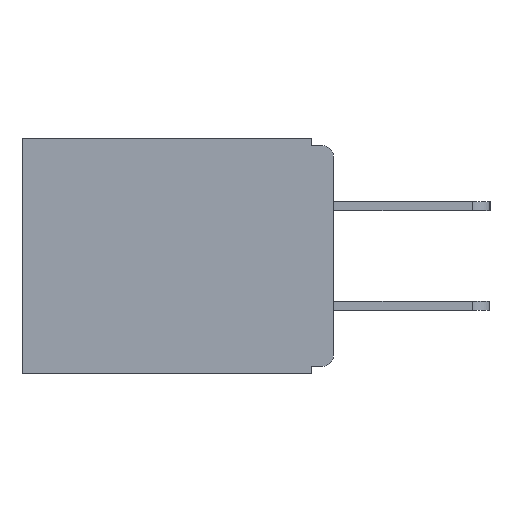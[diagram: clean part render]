
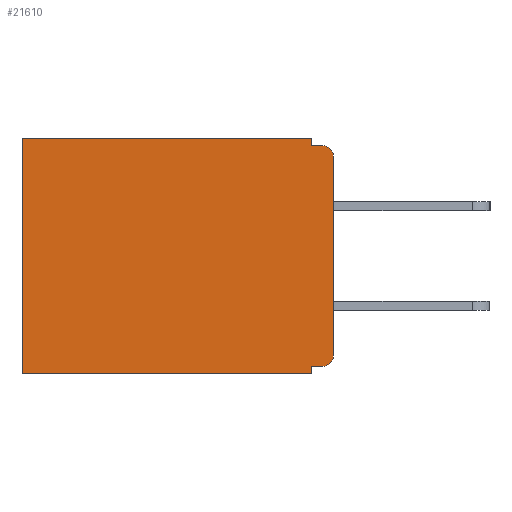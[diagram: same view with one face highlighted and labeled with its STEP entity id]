
A CAD part, left-side view. The second image highlights one B-rep face of the part: STEP entity #21610.
In plain terms, the highlighted planar face has unit normal (-1, 0, 0).
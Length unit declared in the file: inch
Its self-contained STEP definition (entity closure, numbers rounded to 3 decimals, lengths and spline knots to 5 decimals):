
#105 = DIRECTION ( 'NONE',  ( 0., 0., -1. ) ) ;
#322 = VERTEX_POINT ( 'NONE', #11075 ) ;
#470 = VECTOR ( 'NONE', #25499, 39.37008 ) ;
#865 = AXIS2_PLACEMENT_3D ( 'NONE', #18109, #22459, #9582 ) ;
#964 = LINE ( 'NONE', #16539, #11891 ) ;
#1136 = CARTESIAN_POINT ( 'NONE',  ( 0.3, 0.031, -0.33 ) ) ;
#1180 = DIRECTION ( 'NONE',  ( 0., 1., 0. ) ) ;
#1283 = DIRECTION ( 'NONE',  ( 0., 0., -1. ) ) ;
#1317 = VERTEX_POINT ( 'NONE', #13486 ) ;
#1490 = ORIENTED_EDGE ( 'NONE', *, *, #26266, .F. ) ;
#2344 = CARTESIAN_POINT ( 'NONE',  ( 0.3, 0., -0.33 ) ) ;
#3238 = AXIS2_PLACEMENT_3D ( 'NONE', #27096, #14286, #1283 ) ;
#3585 = ORIENTED_EDGE ( 'NONE', *, *, #19008, .T. ) ;
#3711 = VERTEX_POINT ( 'NONE', #19494 ) ;
#3967 = EDGE_CURVE ( 'NONE', #322, #15374, #25488, .T. ) ;
#4371 = AXIS2_PLACEMENT_3D ( 'NONE', #21973, #9080, #24081 ) ;
#4857 = VECTOR ( 'NONE', #9506, 39.37008 ) ;
#4970 = VERTEX_POINT ( 'NONE', #18206 ) ;
#5526 = LINE ( 'NONE', #15883, #4857 ) ;
#5529 = CARTESIAN_POINT ( 'NONE',  ( 0.3, 0.031, 0. ) ) ;
#5702 = LINE ( 'NONE', #2344, #20865 ) ;
#6360 = LINE ( 'NONE', #1136, #23502 ) ;
#7436 = PLANE ( 'NONE',  #865 ) ;
#7711 = EDGE_CURVE ( 'NONE', #12498, #1317, #5526, .T. ) ;
#7714 = ORIENTED_EDGE ( 'NONE', *, *, #21868, .F. ) ;
#8523 = EDGE_CURVE ( 'NONE', #4970, #1317, #964, .T. ) ;
#8788 = CARTESIAN_POINT ( 'NONE',  ( 0.3, 0.437, 0. ) ) ;
#9077 = VECTOR ( 'NONE', #22760, 39.37008 ) ;
#9080 = DIRECTION ( 'NONE',  ( -1., 0., 0. ) ) ;
#9506 = DIRECTION ( 'NONE',  ( 0., 0., -1. ) ) ;
#9582 = DIRECTION ( 'NONE',  ( 0., 0., -1. ) ) ;
#10802 = LINE ( 'NONE', #22746, #22233 ) ;
#11075 = CARTESIAN_POINT ( 'NONE',  ( 0.3, 0.031, -0.01 ) ) ;
#11241 = EDGE_CURVE ( 'NONE', #22502, #19345, #5702, .T. ) ;
#11891 = VECTOR ( 'NONE', #14336, 39.37008 ) ;
#12084 = ORIENTED_EDGE ( 'NONE', *, *, #24839, .F. ) ;
#12086 = LINE ( 'NONE', #12684, #470 ) ;
#12498 = VERTEX_POINT ( 'NONE', #8788 ) ;
#12684 = CARTESIAN_POINT ( 'NONE',  ( 0.3, 0.031, 0. ) ) ;
#13073 = ORIENTED_EDGE ( 'NONE', *, *, #3967, .F. ) ;
#13195 = EDGE_CURVE ( 'NONE', #3711, #19345, #26056, .T. ) ;
#13486 = CARTESIAN_POINT ( 'NONE',  ( 0.3, 0.437, -0.33 ) ) ;
#14286 = DIRECTION ( 'NONE',  ( -1., 0., 0. ) ) ;
#14336 = DIRECTION ( 'NONE',  ( 0., 1., 0. ) ) ;
#14381 = CARTESIAN_POINT ( 'NONE',  ( 0.3, 0., -0.305 ) ) ;
#14878 = LINE ( 'NONE', #22886, #25616 ) ;
#15090 = EDGE_CURVE ( 'NONE', #18123, #12498, #10802, .T. ) ;
#15374 = VERTEX_POINT ( 'NONE', #21939 ) ;
#15883 = CARTESIAN_POINT ( 'NONE',  ( 0.3, 0.437, -0.33 ) ) ;
#16452 = ORIENTED_EDGE ( 'NONE', *, *, #15090, .T. ) ;
#16512 = DIRECTION ( 'NONE',  ( 0., 1., 0. ) ) ;
#16539 = CARTESIAN_POINT ( 'NONE',  ( 0.3, 0., -0.33 ) ) ;
#17245 = CARTESIAN_POINT ( 'NONE',  ( 0.3, 0.031, -0.32 ) ) ;
#18109 = CARTESIAN_POINT ( 'NONE',  ( 0.3, 0., -0.33 ) ) ;
#18123 = VERTEX_POINT ( 'NONE', #5529 ) ;
#18206 = CARTESIAN_POINT ( 'NONE',  ( 0.3, 0.031, -0.33 ) ) ;
#18404 = VERTEX_POINT ( 'NONE', #17245 ) ;
#18455 = DIRECTION ( 'NONE',  ( 0., 0., -1. ) ) ;
#19008 = EDGE_CURVE ( 'NONE', #22502, #15374, #24981, .T. ) ;
#19345 = VERTEX_POINT ( 'NONE', #14381 ) ;
#19494 = CARTESIAN_POINT ( 'NONE',  ( 0.3, 0.015, -0.32 ) ) ;
#19499 = ORIENTED_EDGE ( 'NONE', *, *, #11241, .F. ) ;
#19765 = EDGE_LOOP ( 'NONE', ( #19499, #3585, #13073, #1490, #16452, #27117, #23495, #12084, #7714, #24166 ) ) ;
#20865 = VECTOR ( 'NONE', #105, 39.37008 ) ;
#21610 = ADVANCED_FACE ( 'NONE', ( #25964 ), #7436, .F. ) ;
#21868 = EDGE_CURVE ( 'NONE', #3711, #18404, #14878, .T. ) ;
#21939 = CARTESIAN_POINT ( 'NONE',  ( 0.3, 0.015, -0.01 ) ) ;
#21973 = CARTESIAN_POINT ( 'NONE',  ( 0.3, 0.015, -0.025 ) ) ;
#22233 = VECTOR ( 'NONE', #1180, 39.37008 ) ;
#22459 = DIRECTION ( 'NONE',  ( 1., 0., 0. ) ) ;
#22502 = VERTEX_POINT ( 'NONE', #25055 ) ;
#22746 = CARTESIAN_POINT ( 'NONE',  ( 0.3, 0., 0. ) ) ;
#22760 = DIRECTION ( 'NONE',  ( 0., -1., 0. ) ) ;
#22886 = CARTESIAN_POINT ( 'NONE',  ( 0.3, 0., -0.32 ) ) ;
#22923 = CARTESIAN_POINT ( 'NONE',  ( 0.3, 0., -0.01 ) ) ;
#23495 = ORIENTED_EDGE ( 'NONE', *, *, #8523, .F. ) ;
#23502 = VECTOR ( 'NONE', #18455, 39.37008 ) ;
#24081 = DIRECTION ( 'NONE',  ( 0., 0., -1. ) ) ;
#24166 = ORIENTED_EDGE ( 'NONE', *, *, #13195, .T. ) ;
#24839 = EDGE_CURVE ( 'NONE', #18404, #4970, #6360, .T. ) ;
#24981 = CIRCLE ( 'NONE', #4371, 0.015 ) ;
#25055 = CARTESIAN_POINT ( 'NONE',  ( 0.3, 0., -0.025 ) ) ;
#25488 = LINE ( 'NONE', #22923, #9077 ) ;
#25499 = DIRECTION ( 'NONE',  ( 0., 0., -1. ) ) ;
#25616 = VECTOR ( 'NONE', #16512, 39.37008 ) ;
#25964 = FACE_OUTER_BOUND ( 'NONE', #19765, .T. ) ;
#26056 = CIRCLE ( 'NONE', #3238, 0.015 ) ;
#26266 = EDGE_CURVE ( 'NONE', #18123, #322, #12086, .T. ) ;
#27096 = CARTESIAN_POINT ( 'NONE',  ( 0.3, 0.015, -0.305 ) ) ;
#27117 = ORIENTED_EDGE ( 'NONE', *, *, #7711, .T. ) ;
